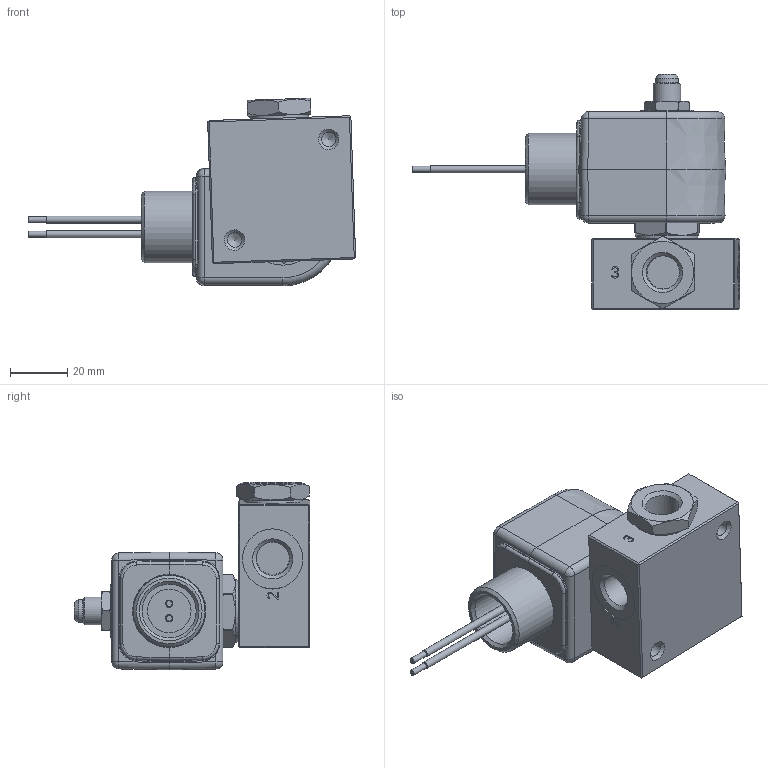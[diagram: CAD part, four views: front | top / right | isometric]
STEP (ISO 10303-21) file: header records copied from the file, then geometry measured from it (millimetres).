
FILE_DESCRIPTION((''),'2;1');
FILE_NAME('7131EBN2LN00N0C111P3.stp','2007-06-29T16:23:54',('sanjeev'),(''),'Autodesk Inventor 11','Autodesk Inventor 11','');
FILE_SCHEMA(('AUTOMOTIVE_DESIGN { 1 0 10303 214 1 1 1 1 }'));
Length unit declared in the file: inch
Products named in the file (1): 7131EBN2LN00N0C111P3
Bounding box: 114.2 x 82.3 x 65.49 mm (x, y, z)
Volume: 154585.9 mm3; surface area: 35783.3 mm2
Topology: 6 solids, 6 shells, 342 faces, 827 edges, 530 vertices
Faces by surface type: plane 194, cylinder 94, cone 33, bspline 10, torus 7, sphere 4
Full cylindrical faces by diameter (mm): 2.032 x2, 2.54 x2, 3.25 x1, 3.5 x1, 5 x2, 8 x1, 9.65 x2, 10.3 x1, 11.6 x3, 13 x1, 14.5 x1, 15.24 x1, 18.3 x1, 18.796 x1, 18.9 x1, 20.5 x1, 21 x2, 21.7 x1, 24.943 x1
Entity records: 10465 total; most frequent: CARTESIAN_POINT 2691, DIRECTION 1565, ORIENTED_EDGE 1550, EDGE_CURVE 775, AXIS2_PLACEMENT_3D 541, VERTEX_POINT 523, VECTOR 483, LINE 483
